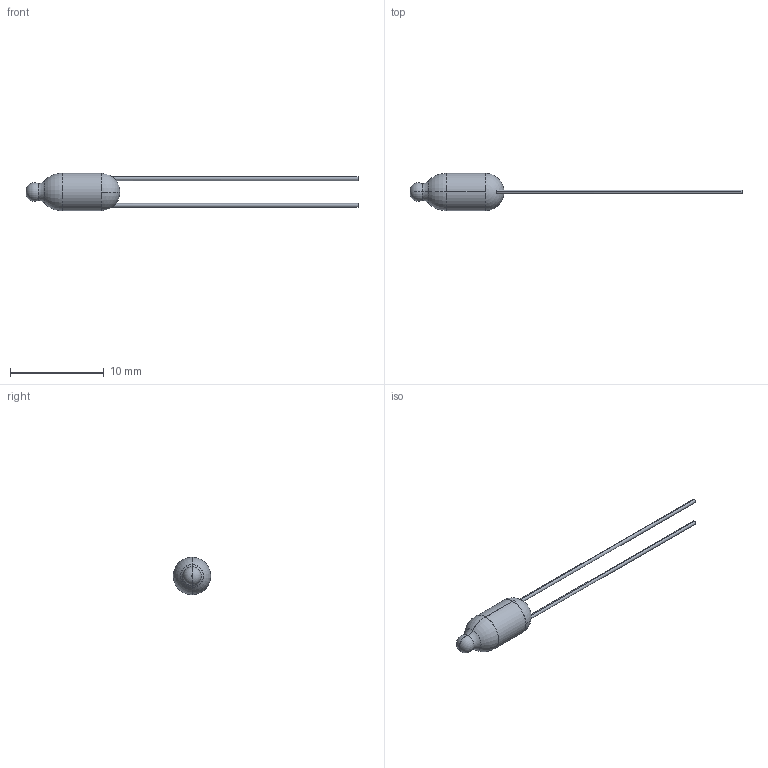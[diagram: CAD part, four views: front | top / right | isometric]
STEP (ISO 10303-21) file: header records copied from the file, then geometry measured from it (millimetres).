
FILE_DESCRIPTION (( 'STEP AP203' ), '1' );
FILE_NAME ('1MH.STEP', '2017-10-06T15:52:27', ( '' ), ( '' ), 'SwSTEP 2.0', 'SolidWorks 2016', '' );
FILE_SCHEMA (( 'CONFIG_CONTROL_DESIGN' ));
Length unit declared in the file: inch
Products named in the file (1): 1MH
Bounding box: 35.4 x 3.99 x 3.99 mm (x, y, z)
Volume: 16.1 mm3; surface area: 320.2 mm2
Topology: 1 solids, 2 shells, 39 faces, 84 edges, 49 vertices
Faces by surface type: cylinder 16, torus 12, plane 7, sphere 4
Entity records: 1199 total; most frequent: CARTESIAN_POINT 271, DIRECTION 204, ORIENTED_EDGE 156, AXIS2_PLACEMENT_3D 94, EDGE_CURVE 78, CIRCLE 54, VERTEX_POINT 49, EDGE_LOOP 45
